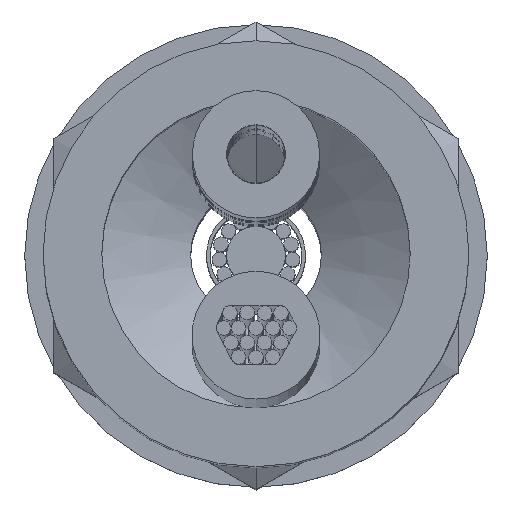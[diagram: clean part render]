
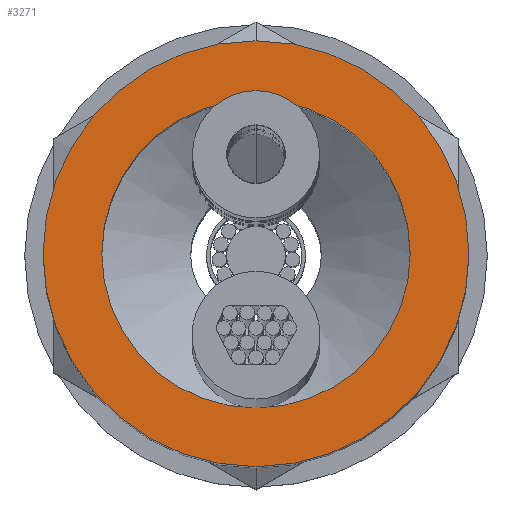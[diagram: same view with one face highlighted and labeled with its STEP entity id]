
A CAD part, top view. The second image highlights one B-rep face of the part: STEP entity #3271.
In plain terms, the highlighted planar face has unit normal (0, 0, 1).
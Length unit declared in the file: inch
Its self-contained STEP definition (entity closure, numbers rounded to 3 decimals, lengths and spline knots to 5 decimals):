
#1=CARTESIAN_POINT('',(0.,0.,0.21245));
#2=DIRECTION('',(0.,0.,1.));
#3=DIRECTION('',(0.,1.,0.));
#4=AXIS2_PLACEMENT_3D('',#1,#2,#3);
#6=CARTESIAN_POINT('',(0.,0.,0.21245));
#7=DIRECTION('',(0.,0.,-1.));
#8=DIRECTION('',(0.,1.,0.));
#9=AXIS2_PLACEMENT_3D('',#6,#7,#8);
#2958=CARTESIAN_POINT('',(0.,0.,0.21245));
#2959=DIRECTION('',(0.,0.,1.));
#2960=DIRECTION('',(0.,1.,0.));
#2961=AXIS2_PLACEMENT_3D('',#2958,#2959,#2960);
#2967=CARTESIAN_POINT('',(0.,0.,0.21245));
#2968=DIRECTION('',(0.,0.,-1.));
#2969=DIRECTION('',(0.,1.,0.));
#2970=AXIS2_PLACEMENT_3D('',#2967,#2968,#2969);
#3102=CARTESIAN_POINT('',(0.,0.105,0.21245));
#3104=VERTEX_POINT('',#3102);
#3111=CARTESIAN_POINT('',(0.,0.145,0.21245));
#3113=VERTEX_POINT('',#3111);
#3114=CARTESIAN_POINT('',(0.,-0.105,0.21245));
#3116=VERTEX_POINT('',#3114);
#3123=CARTESIAN_POINT('',(0.,-0.145,0.21245));
#3125=VERTEX_POINT('',#3123);
#3254=CARTESIAN_POINT('',(0.,0.,0.21245));
#3255=DIRECTION('',(0.,0.,1.));
#3256=DIRECTION('',(0.,1.,0.));
#3257=AXIS2_PLACEMENT_3D('',#3254,#3255,#3256);
#3258=PLANE('',#3257);
#3260=ORIENTED_EDGE('',*,*,#3259,.F.);
#3262=ORIENTED_EDGE('',*,*,#3261,.T.);
#3263=EDGE_LOOP('',(#3260,#3262));
#3264=FACE_OUTER_BOUND('',#3263,.F.);
#3266=ORIENTED_EDGE('',*,*,#3265,.F.);
#3268=ORIENTED_EDGE('',*,*,#3267,.T.);
#3269=EDGE_LOOP('',(#3266,#3268));
#3270=FACE_BOUND('',#3269,.F.);
#3271=ADVANCED_FACE('',(#3264,#3270),#3258,.T.);
#5=CIRCLE('',#4,0.145);
#10=CIRCLE('',#9,0.145);
#2962=CIRCLE('',#2961,0.105);
#2971=CIRCLE('',#2970,0.105);
#3259=EDGE_CURVE('',#3113,#3125,#5,.T.);
#3261=EDGE_CURVE('',#3113,#3125,#10,.T.);
#3265=EDGE_CURVE('',#3104,#3116,#2971,.T.);
#3267=EDGE_CURVE('',#3104,#3116,#2962,.T.);
